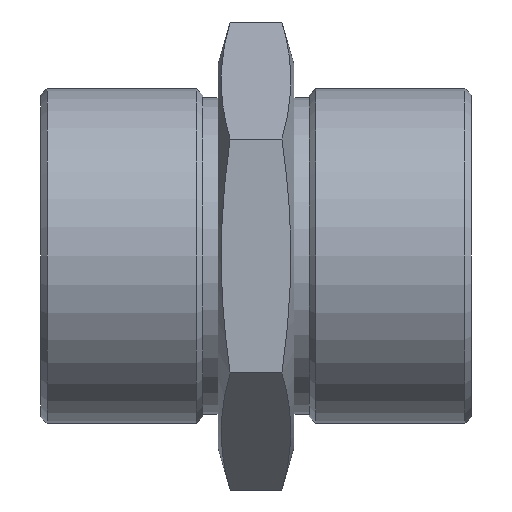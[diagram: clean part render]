
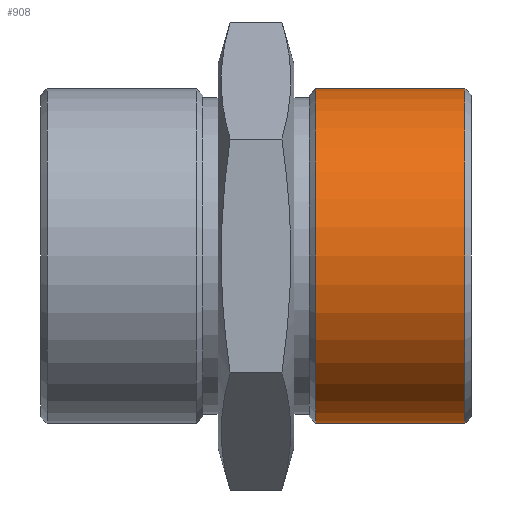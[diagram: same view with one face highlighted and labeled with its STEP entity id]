
A CAD part, front view. The second image highlights one B-rep face of the part: STEP entity #908.
In plain terms, the highlighted cylindrical face has radius 13.2 mm (diameter 26.4 mm), a partial arc.
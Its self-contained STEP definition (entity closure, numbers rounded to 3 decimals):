
#6 = CARTESIAN_POINT ( 'NONE',  ( 16.5, 0., 13.2 ) ) ;
#37 = FACE_OUTER_BOUND ( 'NONE', #752, .T. ) ;
#68 = EDGE_CURVE ( 'NONE', #1018, #868, #1036, .T. ) ;
#106 = DIRECTION ( 'NONE',  ( 0., 0., 1. ) ) ;
#131 = VECTOR ( 'NONE', #965, 1000. ) ;
#173 = CARTESIAN_POINT ( 'NONE',  ( -21.473, 0., 13.2 ) ) ;
#186 = VERTEX_POINT ( 'NONE', #327 ) ;
#220 = VECTOR ( 'NONE', #823, 1000. ) ;
#258 = ORIENTED_EDGE ( 'NONE', *, *, #446, .F. ) ;
#289 = CIRCLE ( 'NONE', #975, 13.2 ) ;
#296 = CARTESIAN_POINT ( 'NONE',  ( -21.473, 0., -13.2 ) ) ;
#327 = CARTESIAN_POINT ( 'NONE',  ( 4.7, 0., 13.2 ) ) ;
#350 = VERTEX_POINT ( 'NONE', #6 ) ;
#365 = DIRECTION ( 'NONE',  ( 0., 0., 1. ) ) ;
#388 = DIRECTION ( 'NONE',  ( 0., 0., 1. ) ) ;
#446 = EDGE_CURVE ( 'NONE', #868, #186, #788, .T. ) ;
#527 = ORIENTED_EDGE ( 'NONE', *, *, #884, .T. ) ;
#555 = CARTESIAN_POINT ( 'NONE',  ( 16.5, 0., -13.2 ) ) ;
#576 = LINE ( 'NONE', #173, #220 ) ;
#596 = ORIENTED_EDGE ( 'NONE', *, *, #68, .F. ) ;
#600 = CARTESIAN_POINT ( 'NONE',  ( 4.7, 0., -13.2 ) ) ;
#617 = DIRECTION ( 'NONE',  ( -1., 0., 0. ) ) ;
#626 = CARTESIAN_POINT ( 'NONE',  ( 16.5, 0., 0. ) ) ;
#649 = EDGE_CURVE ( 'NONE', #1018, #350, #289, .T. ) ;
#686 = CARTESIAN_POINT ( 'NONE',  ( 4.7, 0., 0. ) ) ;
#699 = CARTESIAN_POINT ( 'NONE',  ( -21.473, 0., 0. ) ) ;
#731 = ORIENTED_EDGE ( 'NONE', *, *, #649, .T. ) ;
#752 = EDGE_LOOP ( 'NONE', ( #596, #731, #527, #258 ) ) ;
#776 = AXIS2_PLACEMENT_3D ( 'NONE', #686, #617, #365 ) ;
#781 = CYLINDRICAL_SURFACE ( 'NONE', #1061, 13.2 ) ;
#788 = CIRCLE ( 'NONE', #776, 13.2 ) ;
#823 = DIRECTION ( 'NONE',  ( -1., 0., 0. ) ) ;
#868 = VERTEX_POINT ( 'NONE', #600 ) ;
#884 = EDGE_CURVE ( 'NONE', #350, #186, #576, .T. ) ;
#908 = ADVANCED_FACE ( 'NONE', ( #37 ), #781, .T. ) ;
#932 = DIRECTION ( 'NONE',  ( -1., 0., 0. ) ) ;
#965 = DIRECTION ( 'NONE',  ( -1., 0., 0. ) ) ;
#975 = AXIS2_PLACEMENT_3D ( 'NONE', #626, #1039, #388 ) ;
#1018 = VERTEX_POINT ( 'NONE', #555 ) ;
#1036 = LINE ( 'NONE', #296, #131 ) ;
#1039 = DIRECTION ( 'NONE',  ( -1., 0., 0. ) ) ;
#1061 = AXIS2_PLACEMENT_3D ( 'NONE', #699, #932, #106 ) ;
